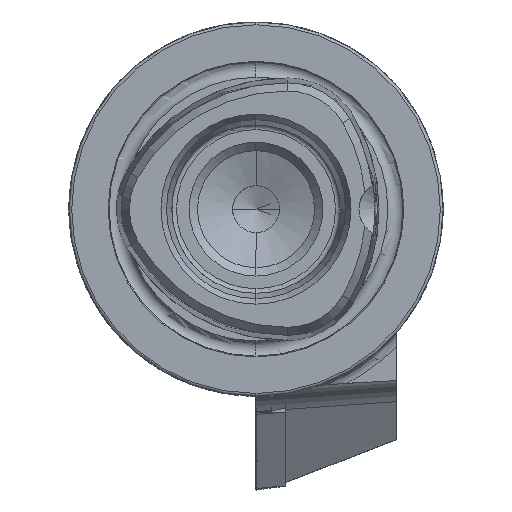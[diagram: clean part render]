
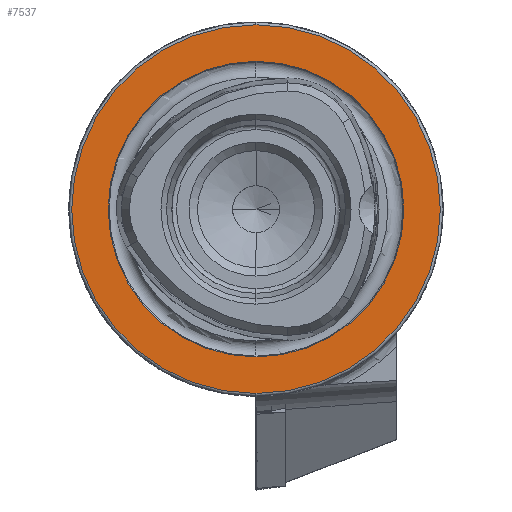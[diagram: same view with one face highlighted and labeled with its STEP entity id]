
A CAD part, left-side view. The second image highlights one B-rep face of the part: STEP entity #7537.
In plain terms, the highlighted planar face has unit normal (-1, 0, 0).
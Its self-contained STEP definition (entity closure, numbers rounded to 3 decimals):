
#508 = CIRCLE ( 'NONE', #2005, 19.7 ) ;
#552 = ORIENTED_EDGE ( 'NONE', *, *, #9887, .T. ) ;
#582 = DIRECTION ( 'NONE',  ( 0., 0., 1. ) ) ;
#611 = DIRECTION ( 'NONE',  ( 0., 0., 1. ) ) ;
#1224 = PLANE ( 'NONE',  #13700 ) ;
#1686 = DIRECTION ( 'NONE',  ( -1., 0., 0. ) ) ;
#1813 = EDGE_CURVE ( 'NONE', #10448, #3674, #10291, .T. ) ;
#2005 = AXIS2_PLACEMENT_3D ( 'NONE', #6911, #4926, #611 ) ;
#2141 = CARTESIAN_POINT ( 'NONE',  ( 0., 0., 19.7 ) ) ;
#2946 = DIRECTION ( 'NONE',  ( 0., 0., 1. ) ) ;
#3102 = CARTESIAN_POINT ( 'NONE',  ( 0., 0., 0. ) ) ;
#3434 = DIRECTION ( 'NONE',  ( 1., 0., 0. ) ) ;
#3674 = VERTEX_POINT ( 'NONE', #13752 ) ;
#4770 = DIRECTION ( 'NONE',  ( 0., 0., -1. ) ) ;
#4926 = DIRECTION ( 'NONE',  ( -1., 0., 0. ) ) ;
#5085 = EDGE_LOOP ( 'NONE', ( #552, #9419 ) ) ;
#5132 = ORIENTED_EDGE ( 'NONE', *, *, #1813, .F. ) ;
#5351 = CARTESIAN_POINT ( 'NONE',  ( 0., 0., 15.8 ) ) ;
#6144 = EDGE_CURVE ( 'NONE', #3674, #10448, #11022, .T. ) ;
#6742 = VERTEX_POINT ( 'NONE', #2141 ) ;
#6911 = CARTESIAN_POINT ( 'NONE',  ( 0., 0., 0. ) ) ;
#7190 = CARTESIAN_POINT ( 'NONE',  ( 0., 0., 0. ) ) ;
#7408 = EDGE_LOOP ( 'NONE', ( #5132, #8949 ) ) ;
#7424 = AXIS2_PLACEMENT_3D ( 'NONE', #11450, #1686, #582 ) ;
#7537 = ADVANCED_FACE ( 'NONE', ( #10675, #7826 ), #1224, .F. ) ;
#7718 = CARTESIAN_POINT ( 'NONE',  ( 0., 15.8, 0. ) ) ;
#7826 = FACE_OUTER_BOUND ( 'NONE', #5085, .T. ) ;
#8219 = VERTEX_POINT ( 'NONE', #12249 ) ;
#8949 = ORIENTED_EDGE ( 'NONE', *, *, #6144, .F. ) ;
#9262 = DIRECTION ( 'NONE',  ( -1., 0., 0. ) ) ;
#9419 = ORIENTED_EDGE ( 'NONE', *, *, #12290, .T. ) ;
#9887 = EDGE_CURVE ( 'NONE', #6742, #8219, #11890, .T. ) ;
#10291 = CIRCLE ( 'NONE', #13550, 15.8 ) ;
#10448 = VERTEX_POINT ( 'NONE', #5351 ) ;
#10675 = FACE_BOUND ( 'NONE', #7408, .T. ) ;
#10713 = DIRECTION ( 'NONE',  ( 0., 0., 1. ) ) ;
#10991 = AXIS2_PLACEMENT_3D ( 'NONE', #7190, #9262, #2946 ) ;
#11022 = CIRCLE ( 'NONE', #10991, 15.8 ) ;
#11450 = CARTESIAN_POINT ( 'NONE',  ( 0., 0., 0. ) ) ;
#11890 = CIRCLE ( 'NONE', #7424, 19.7 ) ;
#12249 = CARTESIAN_POINT ( 'NONE',  ( 0., 0., -19.7 ) ) ;
#12290 = EDGE_CURVE ( 'NONE', #8219, #6742, #508, .T. ) ;
#13550 = AXIS2_PLACEMENT_3D ( 'NONE', #3102, #13931, #10713 ) ;
#13700 = AXIS2_PLACEMENT_3D ( 'NONE', #7718, #3434, #4770 ) ;
#13752 = CARTESIAN_POINT ( 'NONE',  ( 0., 0., -15.8 ) ) ;
#13931 = DIRECTION ( 'NONE',  ( -1., 0., 0. ) ) ;
